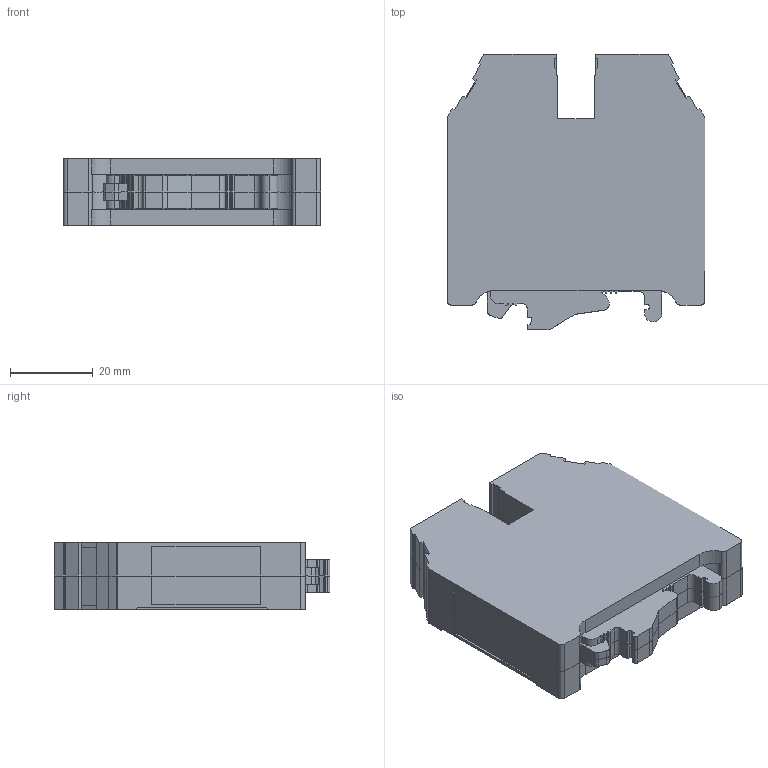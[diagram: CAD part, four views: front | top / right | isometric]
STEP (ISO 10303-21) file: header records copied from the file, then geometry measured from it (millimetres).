
FILE_DESCRIPTION (( 'STEP AP214' ), '1' );
FILE_NAME ('334240_AVK 35T RDS.STP', '2015-08-06T12:55:43', ( '' ), ( '' ), 'SwSTEP 2.0', 'SolidWorks 2015', '' );
FILE_SCHEMA (( 'AUTOMOTIVE_DESIGN' ));
Length unit declared in the file: millimetre
Products named in the file (1): 334240_AVK 35T RDS
Bounding box: 62 x 66.5 x 16 mm (x, y, z)
Volume: 53725.3 mm3; surface area: 18850.8 mm2
Topology: 2 solids, 2 shells, 383 faces, 1134 edges, 755 vertices
Faces by surface type: plane 250, cylinder 133
Entity records: 14612 total; most frequent: CARTESIAN_POINT 2282, ORIENTED_EDGE 2268, DIRECTION 2181, EDGE_CURVE 1134, LINE 849, VECTOR 849, VERTEX_POINT 755, AXIS2_PLACEMENT_3D 666
